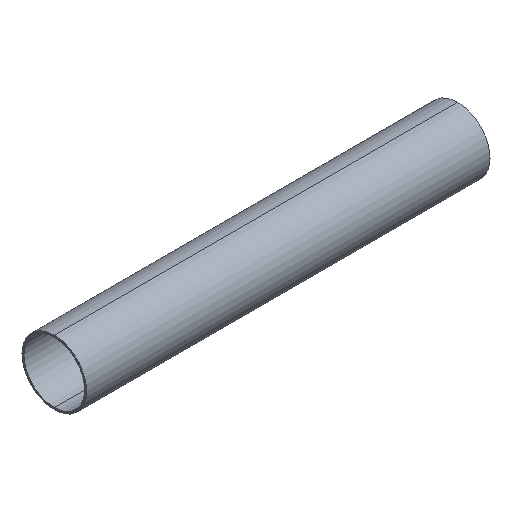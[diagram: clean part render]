
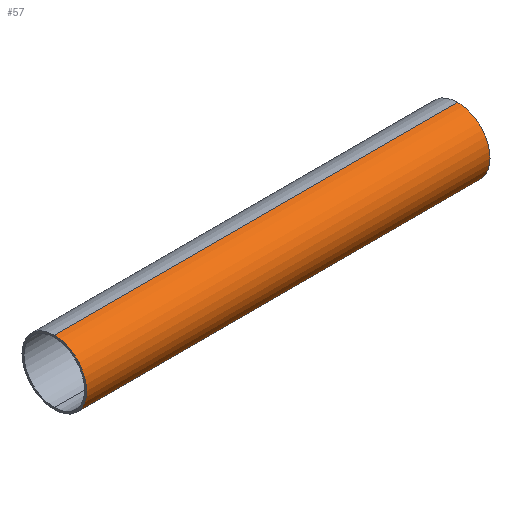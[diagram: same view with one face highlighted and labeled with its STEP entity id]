
A CAD part, isometric view. The second image highlights one B-rep face of the part: STEP entity #57.
In plain terms, the highlighted cylindrical face has radius 400 mm (diameter 800 mm), a partial arc.
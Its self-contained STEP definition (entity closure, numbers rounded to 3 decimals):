
#53 = EDGE_CURVE( '', #101, #81, #123, .T. );
#57 = ADVANCED_FACE( '', ( #127 ), #128, .T. );
#59 = VERTEX_POINT( '', #130 );
#65 = EDGE_CURVE( '', #59, #101, #136, .T. );
#81 = VERTEX_POINT( '', #154 );
#83 = EDGE_CURVE( '', #87, #59, #156, .T. );
#87 = VERTEX_POINT( '', #161 );
#95 = EDGE_CURVE( '', #81, #87, #173, .T. );
#101 = VERTEX_POINT( '', #179 );
#123 = LINE( '', #193, #194 );
#127 = FACE_OUTER_BOUND( '', #197, .T. );
#128 = CYLINDRICAL_SURFACE( '', #198, 400. );
#130 = CARTESIAN_POINT( '', ( 0., 0., 400. ) );
#136 = CIRCLE( '', #209, 400. );
#154 = CARTESIAN_POINT( '', ( 5000., 0., -400. ) );
#156 = LINE( '', #234, #235 );
#161 = CARTESIAN_POINT( '', ( 5000., 0., 400. ) );
#173 = CIRCLE( '', #253, 400. );
#179 = CARTESIAN_POINT( '', ( 0., 0., -400. ) );
#193 = CARTESIAN_POINT( '', ( 0., 0., -400. ) );
#194 = VECTOR( '', #269, 1. );
#197 = EDGE_LOOP( '', ( #272, #273, #274, #275 ) );
#198 = AXIS2_PLACEMENT_3D( '', #276, #277, #278 );
#209 = AXIS2_PLACEMENT_3D( '', #285, #286, #287 );
#234 = CARTESIAN_POINT( '', ( 0., 0., 400. ) );
#235 = VECTOR( '', #303, 1. );
#253 = AXIS2_PLACEMENT_3D( '', #336, #337, #338 );
#269 = DIRECTION( '', ( 1., 0., 0. ) );
#272 = ORIENTED_EDGE( '', *, *, #53, .T. );
#273 = ORIENTED_EDGE( '', *, *, #95, .T. );
#274 = ORIENTED_EDGE( '', *, *, #83, .T. );
#275 = ORIENTED_EDGE( '', *, *, #65, .T. );
#276 = CARTESIAN_POINT( '', ( 0., 0., 0. ) );
#277 = DIRECTION( '', ( -1., 0., 0. ) );
#278 = DIRECTION( '', ( 0., 0., -1. ) );
#285 = CARTESIAN_POINT( '', ( 0., 0., 0. ) );
#286 = DIRECTION( '', ( 1., 0., 0. ) );
#287 = DIRECTION( '', ( 0., 0., -1. ) );
#303 = DIRECTION( '', ( -1., 0., 0. ) );
#336 = CARTESIAN_POINT( '', ( 5000., 0., 0. ) );
#337 = DIRECTION( '', ( -1., 0., 0. ) );
#338 = DIRECTION( '', ( 0., 0., -1. ) );
